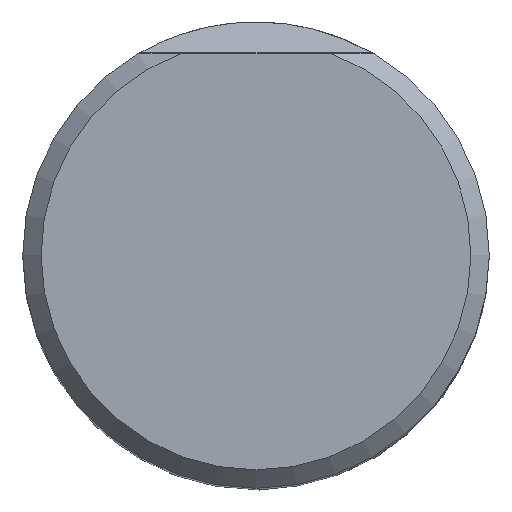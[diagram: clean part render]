
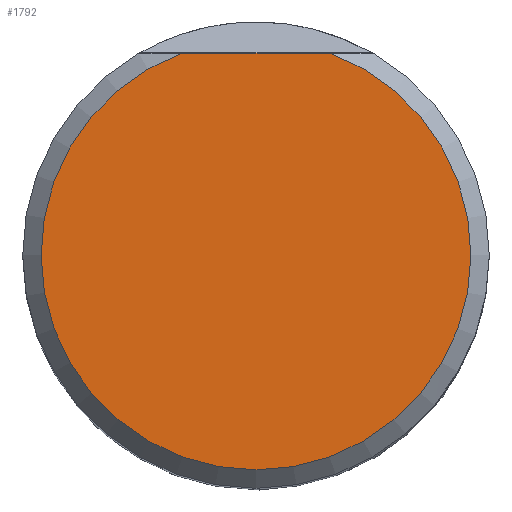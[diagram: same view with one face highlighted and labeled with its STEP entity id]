
A CAD part, top view. The second image highlights one B-rep face of the part: STEP entity #1792.
In plain terms, the highlighted planar face has unit normal (0, 0, 1).
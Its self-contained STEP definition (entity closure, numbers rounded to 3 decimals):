
#622=PLANE('',#10655);
#754=LINE('',#15866,#993);
#993=VECTOR('',#12205,1.);
#1275=FACE_OUTER_BOUND('',#3462,.T.);
#1792=ADVANCED_FACE('CLONE_TP_FACE',(#1275),#622,.T.);
#3462=EDGE_LOOP('',(#4445,#4446));
#4445=ORIENTED_EDGE('',*,*,#8348,.F.);
#4446=ORIENTED_EDGE('',*,*,#8349,.T.);
#7316=VERTEX_POINT('',#15867);
#7317=VERTEX_POINT('',#15868);
#8348=EDGE_CURVE('',#7316,#7317,#754,.T.);
#8349=EDGE_CURVE('',#7316,#7317,#9678,.T.);
#9678=CIRCLE('',#10654,17.546);
#10654=AXIS2_PLACEMENT_3D('',#15869,#12206,#12207);
#10655=AXIS2_PLACEMENT_3D('',#15870,#12208,#12209);
#12205=DIRECTION('',(1.,0.,0.));
#12206=DIRECTION('',(0.,0.,1.));
#12207=DIRECTION('',(1.,0.,0.));
#12208=DIRECTION('',(0.,0.,1.));
#12209=DIRECTION('',(1.,0.,0.));
#15866=CARTESIAN_POINT('',(0.,16.464,0.));
#15867=CARTESIAN_POINT('',(-6.066,16.464,0.));
#15868=CARTESIAN_POINT('',(6.066,16.464,0.));
#15869=CARTESIAN_POINT('',(0.,0.,0.));
#15870=CARTESIAN_POINT('',(0.,0.,0.));
